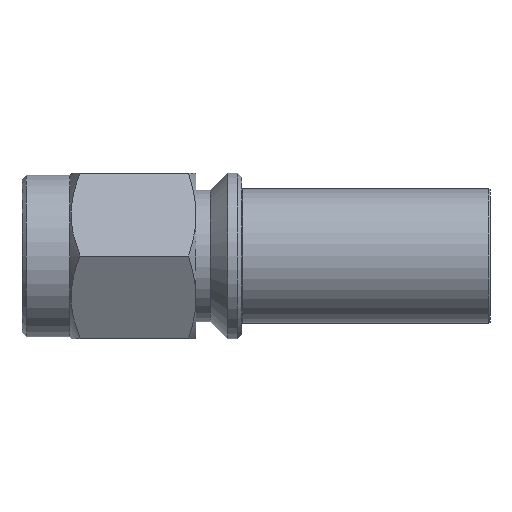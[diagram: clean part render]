
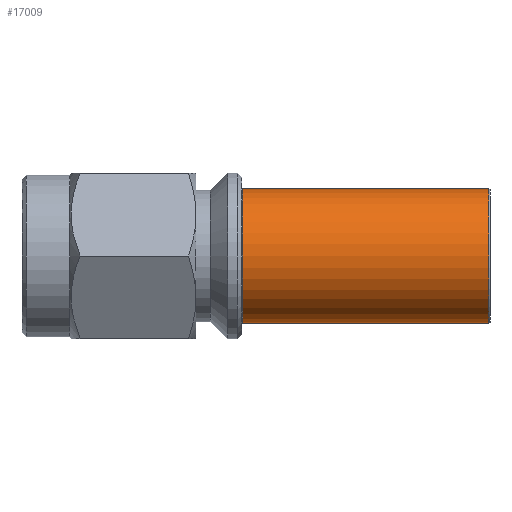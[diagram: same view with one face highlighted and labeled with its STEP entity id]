
A CAD part, front view. The second image highlights one B-rep face of the part: STEP entity #17009.
In plain terms, the highlighted cylindrical face has radius 3.25 mm (diameter 6.5 mm), a partial arc.
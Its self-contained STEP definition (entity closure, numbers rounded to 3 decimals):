
#1848 = EDGE_LOOP ( 'NONE', ( #23374, #33723, #27856, #35545 ) ) ;
#2206 = VERTEX_POINT ( 'NONE', #31568 ) ;
#2237 = DIRECTION ( 'NONE',  ( 0., 0., 1. ) ) ;
#2509 = EDGE_CURVE ( 'NONE', #7367, #22406, #6104, .T. ) ;
#3680 = CARTESIAN_POINT ( 'NONE',  ( -40.235, 0., 3.25 ) ) ;
#3846 = CIRCLE ( 'NONE', #12741, 3.25 ) ;
#4610 = DIRECTION ( 'NONE',  ( -1., 0., 0. ) ) ;
#4814 = DIRECTION ( 'NONE',  ( -1., 0., 0. ) ) ;
#5370 = VERTEX_POINT ( 'NONE', #14903 ) ;
#5452 = CARTESIAN_POINT ( 'NONE',  ( 11.95, 0., 3.25 ) ) ;
#6104 = LINE ( 'NONE', #3680, #19871 ) ;
#6637 = FACE_OUTER_BOUND ( 'NONE', #1848, .T. ) ;
#6797 = DIRECTION ( 'NONE',  ( 0., 0., 1. ) ) ;
#7367 = VERTEX_POINT ( 'NONE', #5452 ) ;
#7781 = CIRCLE ( 'NONE', #19527, 3.25 ) ;
#11370 = DIRECTION ( 'NONE',  ( 0., 0., 1. ) ) ;
#12741 = AXIS2_PLACEMENT_3D ( 'NONE', #31735, #14855, #6797 ) ;
#13642 = CARTESIAN_POINT ( 'NONE',  ( 0.05, 0., 3.25 ) ) ;
#14115 = DIRECTION ( 'NONE',  ( -1., 0., 0. ) ) ;
#14489 = CARTESIAN_POINT ( 'NONE',  ( -40.235, 0., 0. ) ) ;
#14855 = DIRECTION ( 'NONE',  ( -1., 0., 0. ) ) ;
#14903 = CARTESIAN_POINT ( 'NONE',  ( 0.05, 0., -3.25 ) ) ;
#15185 = DIRECTION ( 'NONE',  ( -1., 0., 0. ) ) ;
#17009 = ADVANCED_FACE ( 'NONE', ( #6637 ), #35902, .T. ) ;
#19527 = AXIS2_PLACEMENT_3D ( 'NONE', #24920, #4610, #2237 ) ;
#19871 = VECTOR ( 'NONE', #15185, 1000. ) ;
#20750 = EDGE_CURVE ( 'NONE', #2206, #5370, #32007, .T. ) ;
#22406 = VERTEX_POINT ( 'NONE', #13642 ) ;
#23374 = ORIENTED_EDGE ( 'NONE', *, *, #20750, .F. ) ;
#24920 = CARTESIAN_POINT ( 'NONE',  ( 11.95, 0., 0. ) ) ;
#25464 = AXIS2_PLACEMENT_3D ( 'NONE', #14489, #14115, #11370 ) ;
#27856 = ORIENTED_EDGE ( 'NONE', *, *, #2509, .T. ) ;
#27915 = EDGE_CURVE ( 'NONE', #2206, #7367, #7781, .T. ) ;
#31108 = VECTOR ( 'NONE', #4814, 1000. ) ;
#31568 = CARTESIAN_POINT ( 'NONE',  ( 11.95, 0., -3.25 ) ) ;
#31735 = CARTESIAN_POINT ( 'NONE',  ( 0.05, 0., 0. ) ) ;
#32007 = LINE ( 'NONE', #36034, #31108 ) ;
#33723 = ORIENTED_EDGE ( 'NONE', *, *, #27915, .T. ) ;
#34635 = EDGE_CURVE ( 'NONE', #5370, #22406, #3846, .T. ) ;
#35545 = ORIENTED_EDGE ( 'NONE', *, *, #34635, .F. ) ;
#35902 = CYLINDRICAL_SURFACE ( 'NONE', #25464, 3.25 ) ;
#36034 = CARTESIAN_POINT ( 'NONE',  ( -40.235, 0., -3.25 ) ) ;
